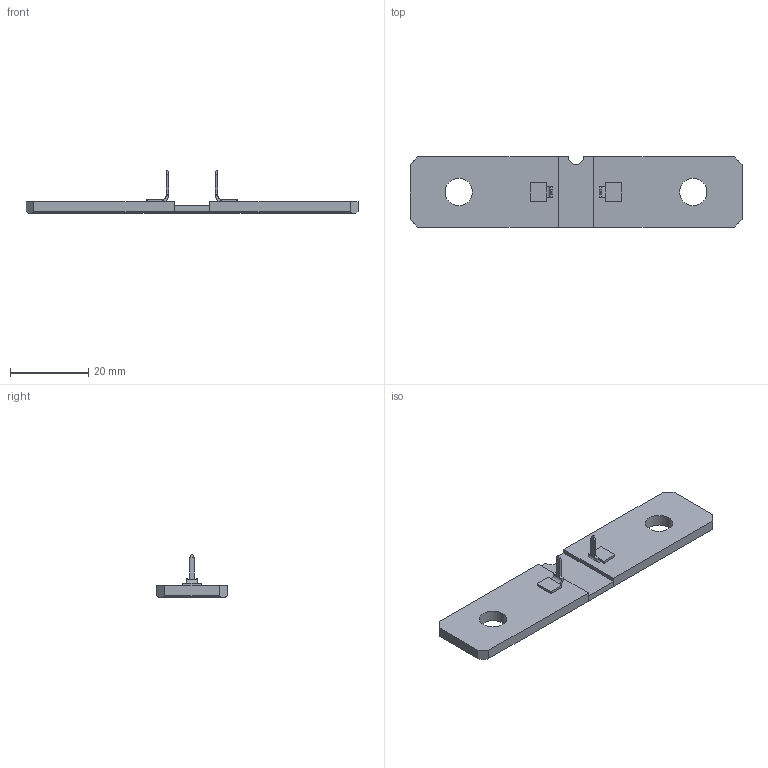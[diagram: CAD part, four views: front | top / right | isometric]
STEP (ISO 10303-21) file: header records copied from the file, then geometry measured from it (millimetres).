
FILE_DESCRIPTION (( 'STEP AP203' ), '1' );
FILE_NAME ('WSBS8518-20 100µO.STEP', '2016-12-29T17:12:06', ( '' ), ( '' ), 'SwSTEP 2.0', 'SolidWorks 2016', '' );
FILE_SCHEMA (( 'CONFIG_CONTROL_DESIGN' ));
Length unit declared in the file: inch
Products named in the file (6): WSBS8518 SHUNT_100 microohm; SHUNT TERMINAL - VISHAY; WSBS8518-20 100焜; WSBS8518 SHUNT
Assembly tree (3 placements, depth 2):
  WSBS8518-20 100焜
    WSBS8518 SHUNT_100 microohm
    SHUNT TERMINAL - VISHAY  x2
  WSBS8518 SHUNT
  SHUNT TERMINAL - VISHAY
  SHUNT TERMINAL - VISHAY
Bounding box: 84.99 x 17.98 x 11 mm (x, y, z)
Volume: 4163.1 mm3; surface area: 3752.5 mm2
Topology: 3 solids, 3 shells, 107 faces, 281 edges, 182 vertices
Faces by surface type: plane 65, cylinder 34, bspline 8
Entity records: 2858 total; most frequent: CARTESIAN_POINT 577, ORIENTED_EDGE 374, DIRECTION 343, EDGE_CURVE 187, VERTEX_POINT 122, LINE 119, VECTOR 119, AXIS2_PLACEMENT_3D 112
